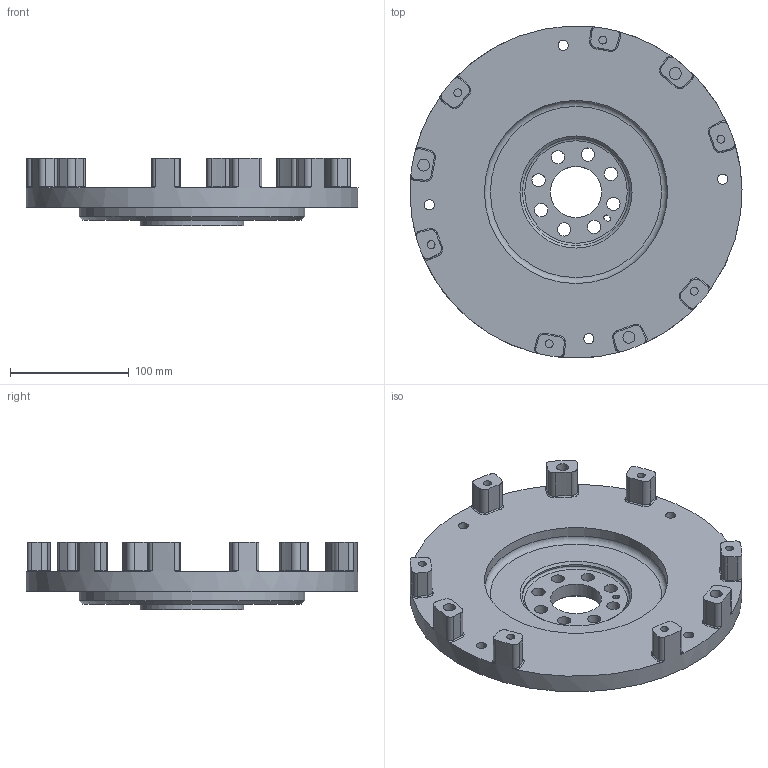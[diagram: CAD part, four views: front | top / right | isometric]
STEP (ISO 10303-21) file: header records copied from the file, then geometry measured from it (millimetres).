
FILE_DESCRIPTION(('STEP AP214'), '1');
FILE_NAME('Ìàõ', '2020-06-19T14:12:05', (' '), (' '), 'ASCON STEP Converter 1.3', 'ASCON Math Kernel', '');
FILE_SCHEMA(('AUTOMOTIVE_DESIGN { 1 0 10303 214 3 1 1}'));
Length unit declared in the file: millimetre
Bounding box: 279.19 x 279.09 x 57 mm (x, y, z)
Volume: 1085775.4 mm3; surface area: 172083.2 mm2
Topology: 1 solids, 1 shells, 186 faces, 502 edges, 331 vertices
Faces by surface type: cylinder 92, torus 47, plane 44, cone 3
Full cylindrical faces by diameter (mm): 6.7 x6, 8.5 x4, 9.98 x3, 11.12 x8, 43.02 x1, 87 x1, 90.22 x1, 154 x1, 190 x1, 279.2 x1
Entity records: 7648 total; most frequent: CARTESIAN_POINT 1228, DIRECTION 1144, ORIENTED_EDGE 940, AXIS2_PLACEMENT_3D 505, EDGE_CURVE 470, VERTEX_POINT 331, CIRCLE 318, EDGE_LOOP 259
